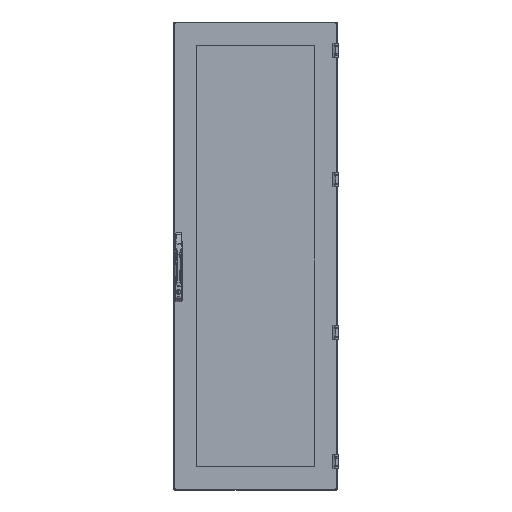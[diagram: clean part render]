
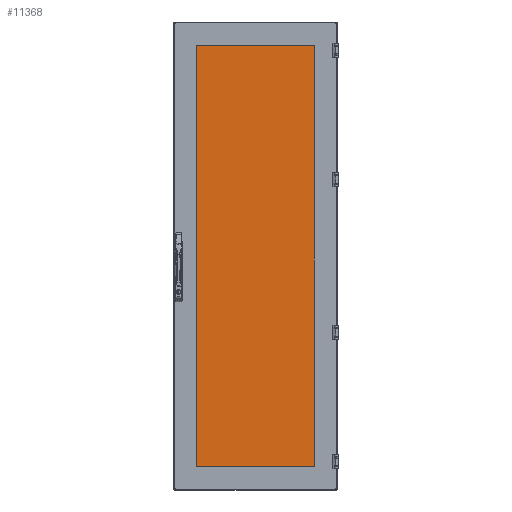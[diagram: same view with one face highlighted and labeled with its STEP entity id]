
A CAD part, top view. The second image highlights one B-rep face of the part: STEP entity #11368.
In plain terms, the highlighted planar face has unit normal (0, 0, 1).
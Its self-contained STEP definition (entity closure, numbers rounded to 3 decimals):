
#4069 = EDGE_LOOP ( 'NONE', ( #88333, #30906, #55437, #35089 ) ) ;
#6114 = CARTESIAN_POINT ( 'NONE',  ( 273.25, 911.05, 4. ) ) ;
#10422 = LINE ( 'NONE', #32614, #16429 ) ;
#11368 = ADVANCED_FACE ( 'NONE', ( #14817 ), #37464, .F. ) ;
#14817 = FACE_OUTER_BOUND ( 'NONE', #4069, .T. ) ;
#16429 = VECTOR ( 'NONE', #68937, 1000. ) ;
#21763 = CARTESIAN_POINT ( 'NONE',  ( -273.25, -911.05, 4. ) ) ;
#22837 = DIRECTION ( 'NONE',  ( 0., 0., -1. ) ) ;
#27922 = LINE ( 'NONE', #21763, #40940 ) ;
#28981 = CARTESIAN_POINT ( 'NONE',  ( 0., 0., 4. ) ) ;
#30906 = ORIENTED_EDGE ( 'NONE', *, *, #82207, .T. ) ;
#32614 = CARTESIAN_POINT ( 'NONE',  ( -273.25, 911.05, 4. ) ) ;
#33250 = CARTESIAN_POINT ( 'NONE',  ( 273.25, -911.05, 4. ) ) ;
#33294 = CARTESIAN_POINT ( 'NONE',  ( 273.25, -911.05, 4. ) ) ;
#35089 = ORIENTED_EDGE ( 'NONE', *, *, #51997, .T. ) ;
#37464 = PLANE ( 'NONE',  #52498 ) ;
#40940 = VECTOR ( 'NONE', #64237, 1000. ) ;
#51515 = EDGE_CURVE ( 'NONE', #77137, #63862, #62987, .T. ) ;
#51997 = EDGE_CURVE ( 'NONE', #54424, #77137, #27922, .T. ) ;
#52033 = CARTESIAN_POINT ( 'NONE',  ( -273.25, 911.05, 4. ) ) ;
#52498 = AXIS2_PLACEMENT_3D ( 'NONE', #28981, #22837, #93193 ) ;
#54424 = VERTEX_POINT ( 'NONE', #69362 ) ;
#55437 = ORIENTED_EDGE ( 'NONE', *, *, #73002, .T. ) ;
#55897 = DIRECTION ( 'NONE',  ( 0., 1., 0. ) ) ;
#59159 = LINE ( 'NONE', #87990, #71336 ) ;
#62513 = VECTOR ( 'NONE', #55897, 1000. ) ;
#62987 = LINE ( 'NONE', #33294, #62513 ) ;
#63862 = VERTEX_POINT ( 'NONE', #6114 ) ;
#64237 = DIRECTION ( 'NONE',  ( 1., 0., 0. ) ) ;
#68937 = DIRECTION ( 'NONE',  ( -1., 0., 0. ) ) ;
#69362 = CARTESIAN_POINT ( 'NONE',  ( -273.25, -911.05, 4. ) ) ;
#71336 = VECTOR ( 'NONE', #91250, 1000. ) ;
#73002 = EDGE_CURVE ( 'NONE', #90056, #54424, #59159, .T. ) ;
#77137 = VERTEX_POINT ( 'NONE', #33250 ) ;
#82207 = EDGE_CURVE ( 'NONE', #63862, #90056, #10422, .T. ) ;
#87990 = CARTESIAN_POINT ( 'NONE',  ( -273.25, -911.05, 4. ) ) ;
#88333 = ORIENTED_EDGE ( 'NONE', *, *, #51515, .T. ) ;
#90056 = VERTEX_POINT ( 'NONE', #52033 ) ;
#91250 = DIRECTION ( 'NONE',  ( 0., -1., 0. ) ) ;
#93193 = DIRECTION ( 'NONE',  ( -1., 0., 0. ) ) ;
